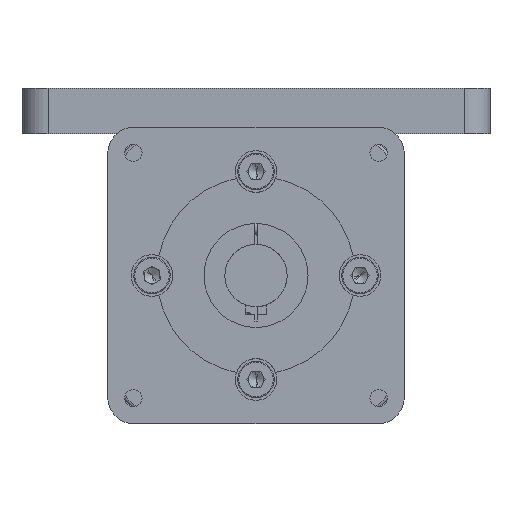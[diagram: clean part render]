
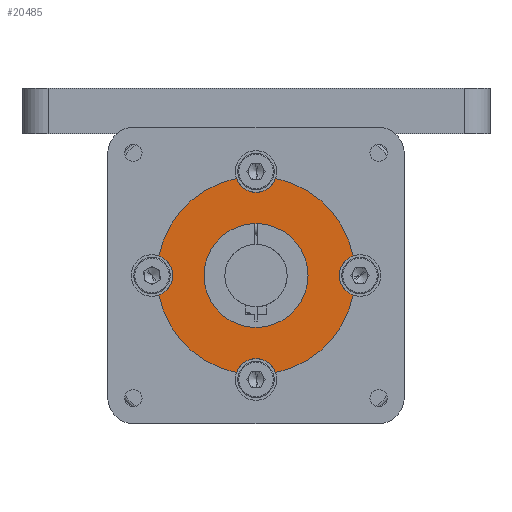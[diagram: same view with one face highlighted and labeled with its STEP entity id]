
A CAD part, front view. The second image highlights one B-rep face of the part: STEP entity #20485.
In plain terms, the highlighted face is planar.
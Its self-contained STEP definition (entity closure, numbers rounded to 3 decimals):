
#498 = EDGE_CURVE ( 'NONE', #60415, #1053, #13063, .T. ) ;
#1053 = VERTEX_POINT ( 'NONE', #4759 ) ;
#1058 = AXIS2_PLACEMENT_3D ( 'NONE', #16525, #59936, #53941 ) ;
#2173 = PLANE ( 'NONE',  #44703 ) ;
#2507 = AXIS2_PLACEMENT_3D ( 'NONE', #34587, #53777, #19243 ) ;
#3300 = CIRCLE ( 'NONE', #31437, 4. ) ;
#3463 = DIRECTION ( 'NONE',  ( 0., 0., 1. ) ) ;
#3856 = ORIENTED_EDGE ( 'NONE', *, *, #5990, .T. ) ;
#4040 = DIRECTION ( 'NONE',  ( 0., 1., 0. ) ) ;
#4104 = EDGE_CURVE ( 'NONE', #8223, #20379, #23935, .T. ) ;
#4445 = DIRECTION ( 'NONE',  ( 0., 0., 1. ) ) ;
#4759 = CARTESIAN_POINT ( 'NONE',  ( -18.673, 7., -3.773 ) ) ;
#4971 = EDGE_CURVE ( 'NONE', #53387, #60415, #3300, .T. ) ;
#5990 = EDGE_CURVE ( 'NONE', #20379, #9723, #50487, .T. ) ;
#6321 = CIRCLE ( 'NONE', #49531, 19.05 ) ;
#7554 = ORIENTED_EDGE ( 'NONE', *, *, #43482, .T. ) ;
#8178 = DIRECTION ( 'NONE',  ( 0., 1., 0. ) ) ;
#8223 = VERTEX_POINT ( 'NONE', #52524 ) ;
#8771 = CARTESIAN_POINT ( 'NONE',  ( 0., 7., 0. ) ) ;
#9723 = VERTEX_POINT ( 'NONE', #28772 ) ;
#10235 = ORIENTED_EDGE ( 'NONE', *, *, #37185, .T. ) ;
#11042 = CARTESIAN_POINT ( 'NONE',  ( 0., 7., -16. ) ) ;
#11834 = AXIS2_PLACEMENT_3D ( 'NONE', #24777, #43946, #30354 ) ;
#12786 = CARTESIAN_POINT ( 'NONE',  ( -18.673, 7., 3.773 ) ) ;
#12924 = ORIENTED_EDGE ( 'NONE', *, *, #58309, .T. ) ;
#13063 = CIRCLE ( 'NONE', #25147, 19.05 ) ;
#13271 = CARTESIAN_POINT ( 'NONE',  ( 20., 7., 0. ) ) ;
#16525 = CARTESIAN_POINT ( 'NONE',  ( 0., 7., 0. ) ) ;
#17921 = DIRECTION ( 'NONE',  ( 0., 0., 1. ) ) ;
#18352 = CARTESIAN_POINT ( 'NONE',  ( 0., 7., 20. ) ) ;
#18660 = DIRECTION ( 'NONE',  ( 0., -1., 0. ) ) ;
#19243 = DIRECTION ( 'NONE',  ( 0., 0., 1. ) ) ;
#19428 = DIRECTION ( 'NONE',  ( 0., 0., 1. ) ) ;
#20379 = VERTEX_POINT ( 'NONE', #22262 ) ;
#20485 = ADVANCED_FACE ( 'NONE', ( #25524, #44398 ), #2173, .T. ) ;
#20486 = DIRECTION ( 'NONE',  ( 1., 0., 0. ) ) ;
#21031 = ORIENTED_EDGE ( 'NONE', *, *, #4104, .T. ) ;
#21839 = CARTESIAN_POINT ( 'NONE',  ( 0., 7., 16. ) ) ;
#22262 = CARTESIAN_POINT ( 'NONE',  ( 18.673, 7., -3.773 ) ) ;
#22292 = ORIENTED_EDGE ( 'NONE', *, *, #49801, .T. ) ;
#22385 = DIRECTION ( 'NONE',  ( 0., 0., 1. ) ) ;
#22940 = DIRECTION ( 'NONE',  ( 0., -1., 0. ) ) ;
#22979 = DIRECTION ( 'NONE',  ( 0., -1., 0. ) ) ;
#22991 = AXIS2_PLACEMENT_3D ( 'NONE', #36274, #36557, #49778 ) ;
#23701 = AXIS2_PLACEMENT_3D ( 'NONE', #18352, #18660, #4445 ) ;
#23899 = CARTESIAN_POINT ( 'NONE',  ( 0., 7., -20. ) ) ;
#23935 = CIRCLE ( 'NONE', #25931, 4. ) ;
#24777 = CARTESIAN_POINT ( 'NONE',  ( 0., 7., 20. ) ) ;
#25147 = AXIS2_PLACEMENT_3D ( 'NONE', #53128, #39280, #53733 ) ;
#25320 = VERTEX_POINT ( 'NONE', #12786 ) ;
#25524 = FACE_BOUND ( 'NONE', #56912, .T. ) ;
#25826 = CARTESIAN_POINT ( 'NONE',  ( 0., 7., 10. ) ) ;
#25931 = AXIS2_PLACEMENT_3D ( 'NONE', #13271, #41564, #3463 ) ;
#26854 = VERTEX_POINT ( 'NONE', #51652 ) ;
#26899 = EDGE_CURVE ( 'NONE', #61959, #54535, #59882, .T. ) ;
#27037 = CIRCLE ( 'NONE', #33067, 4. ) ;
#27626 = CIRCLE ( 'NONE', #2507, 19.05 ) ;
#28210 = CIRCLE ( 'NONE', #1058, 10. ) ;
#28471 = ORIENTED_EDGE ( 'NONE', *, *, #498, .T. ) ;
#28772 = CARTESIAN_POINT ( 'NONE',  ( 3.773, 7., -18.673 ) ) ;
#30354 = DIRECTION ( 'NONE',  ( 0., 0., 1. ) ) ;
#30492 = CARTESIAN_POINT ( 'NONE',  ( 0., 7., 0. ) ) ;
#30556 = CARTESIAN_POINT ( 'NONE',  ( -3.773, 7., -18.673 ) ) ;
#31437 = AXIS2_PLACEMENT_3D ( 'NONE', #23899, #22979, #17921 ) ;
#31586 = EDGE_CURVE ( 'NONE', #25320, #61959, #27626, .T. ) ;
#32788 = CIRCLE ( 'NONE', #40822, 10. ) ;
#33040 = CARTESIAN_POINT ( 'NONE',  ( 0., 7., 0. ) ) ;
#33067 = AXIS2_PLACEMENT_3D ( 'NONE', #33570, #22940, #19428 ) ;
#33570 = CARTESIAN_POINT ( 'NONE',  ( 0., 7., -20. ) ) ;
#33650 = ORIENTED_EDGE ( 'NONE', *, *, #56612, .T. ) ;
#34587 = CARTESIAN_POINT ( 'NONE',  ( 0., 7., 0. ) ) ;
#34856 = CARTESIAN_POINT ( 'NONE',  ( 0., 7., -10. ) ) ;
#36274 = CARTESIAN_POINT ( 'NONE',  ( -20., 7., 0. ) ) ;
#36442 = AXIS2_PLACEMENT_3D ( 'NONE', #8771, #4040, #56934 ) ;
#36557 = DIRECTION ( 'NONE',  ( 0., -1., 0. ) ) ;
#37185 = EDGE_CURVE ( 'NONE', #58098, #46753, #28210, .T. ) ;
#37796 = DIRECTION ( 'NONE',  ( 0., 0., 1. ) ) ;
#39280 = DIRECTION ( 'NONE',  ( 0., 1., 0. ) ) ;
#40733 = ORIENTED_EDGE ( 'NONE', *, *, #31586, .T. ) ;
#40822 = AXIS2_PLACEMENT_3D ( 'NONE', #47856, #48168, #37796 ) ;
#41564 = DIRECTION ( 'NONE',  ( 0., -1., 0. ) ) ;
#43482 = EDGE_CURVE ( 'NONE', #1053, #25320, #62127, .T. ) ;
#43846 = EDGE_CURVE ( 'NONE', #26854, #8223, #6321, .T. ) ;
#43946 = DIRECTION ( 'NONE',  ( 0., -1., 0. ) ) ;
#44119 = ORIENTED_EDGE ( 'NONE', *, *, #43846, .T. ) ;
#44398 = FACE_OUTER_BOUND ( 'NONE', #56817, .T. ) ;
#44689 = DIRECTION ( 'NONE',  ( 0., 1., 0. ) ) ;
#44703 = AXIS2_PLACEMENT_3D ( 'NONE', #30492, #44689, #20486 ) ;
#46753 = VERTEX_POINT ( 'NONE', #25826 ) ;
#47856 = CARTESIAN_POINT ( 'NONE',  ( 0., 7., 0. ) ) ;
#48168 = DIRECTION ( 'NONE',  ( 0., -1., 0. ) ) ;
#49531 = AXIS2_PLACEMENT_3D ( 'NONE', #33040, #8178, #22385 ) ;
#49778 = DIRECTION ( 'NONE',  ( 0., 0., 1. ) ) ;
#49801 = EDGE_CURVE ( 'NONE', #9723, #53387, #27037, .T. ) ;
#50487 = CIRCLE ( 'NONE', #36442, 19.05 ) ;
#51652 = CARTESIAN_POINT ( 'NONE',  ( 3.773, 7., 18.673 ) ) ;
#52524 = CARTESIAN_POINT ( 'NONE',  ( 18.673, 7., 3.773 ) ) ;
#53128 = CARTESIAN_POINT ( 'NONE',  ( 0., 7., 0. ) ) ;
#53387 = VERTEX_POINT ( 'NONE', #11042 ) ;
#53733 = DIRECTION ( 'NONE',  ( 0., 0., 1. ) ) ;
#53777 = DIRECTION ( 'NONE',  ( 0., 1., 0. ) ) ;
#53941 = DIRECTION ( 'NONE',  ( 0., 0., 1. ) ) ;
#54535 = VERTEX_POINT ( 'NONE', #21839 ) ;
#55724 = ORIENTED_EDGE ( 'NONE', *, *, #26899, .T. ) ;
#56612 = EDGE_CURVE ( 'NONE', #46753, #58098, #32788, .T. ) ;
#56817 = EDGE_LOOP ( 'NONE', ( #22292, #60935, #28471, #7554, #40733, #55724, #12924, #44119, #21031, #3856 ) ) ;
#56912 = EDGE_LOOP ( 'NONE', ( #33650, #10235 ) ) ;
#56934 = DIRECTION ( 'NONE',  ( 0., 0., 1. ) ) ;
#57013 = CIRCLE ( 'NONE', #11834, 4. ) ;
#57553 = CARTESIAN_POINT ( 'NONE',  ( -3.773, 7., 18.673 ) ) ;
#58098 = VERTEX_POINT ( 'NONE', #34856 ) ;
#58309 = EDGE_CURVE ( 'NONE', #54535, #26854, #57013, .T. ) ;
#59882 = CIRCLE ( 'NONE', #23701, 4. ) ;
#59936 = DIRECTION ( 'NONE',  ( 0., -1., 0. ) ) ;
#60415 = VERTEX_POINT ( 'NONE', #30556 ) ;
#60935 = ORIENTED_EDGE ( 'NONE', *, *, #4971, .T. ) ;
#61959 = VERTEX_POINT ( 'NONE', #57553 ) ;
#62127 = CIRCLE ( 'NONE', #22991, 4. ) ;
